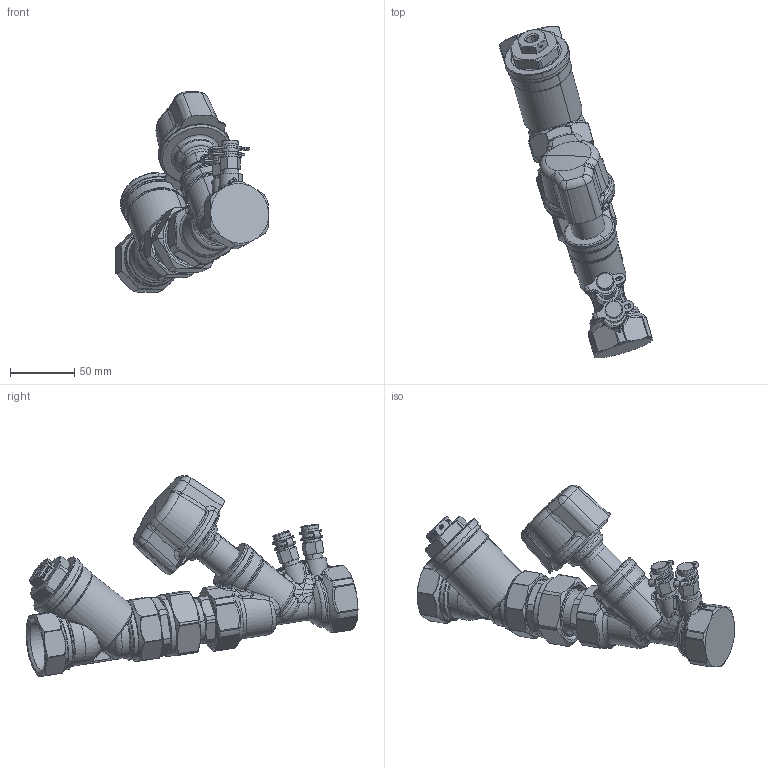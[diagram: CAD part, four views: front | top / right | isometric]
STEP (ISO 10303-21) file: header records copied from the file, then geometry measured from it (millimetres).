
FILE_DESCRIPTION(('CATIA V5 STEP Exchange','CAx-IF Rec.Pracs.--- Model Styling and Organization---1.4--- 2014-01-23','CAx-IF Rec.Pracs.---3D Tessellated Data Validation Properties---0.5---2014-09-14'),'2;1');
FILE_NAME('STEP_798007_-_TST.stp','2020-05-27T11:35:45+00:00',('none'),('none'),'CATIA Version 5-6 Release 2019 SP3','CATIA V5 STEP AP242 v1','none');
FILE_SCHEMA(('AP242_MANAGED_MODEL_BASED_3D_ENGINEERING_MIM_LF {1 0 10303 442 1 1 4}'));
Products named in the file (1): 798007 - TST
Bounding box: 119.11 x 257.93 x 156.16 mm (x, y, z)
Volume: 538272.4 mm3; surface area: 99063.4 mm2
Topology: 1 solids, 9 shells, 1484 faces, 3634 edges, 2119 vertices
Faces by surface type: bspline 537, cylinder 283, plane 256, cone 178, torus 118, sphere 53, extrusion 49, revolution 10
Entity records: 92279 total; most frequent: CARTESIAN_POINT 64794, ORIENTED_EDGE 7114, EDGE_CURVE 3557, DIRECTION 2865, VERTEX_POINT 2119, B_SPLINE_CURVE_WITH_KNOTS 1874, EDGE_LOOP 1552, ADVANCED_FACE 1484
